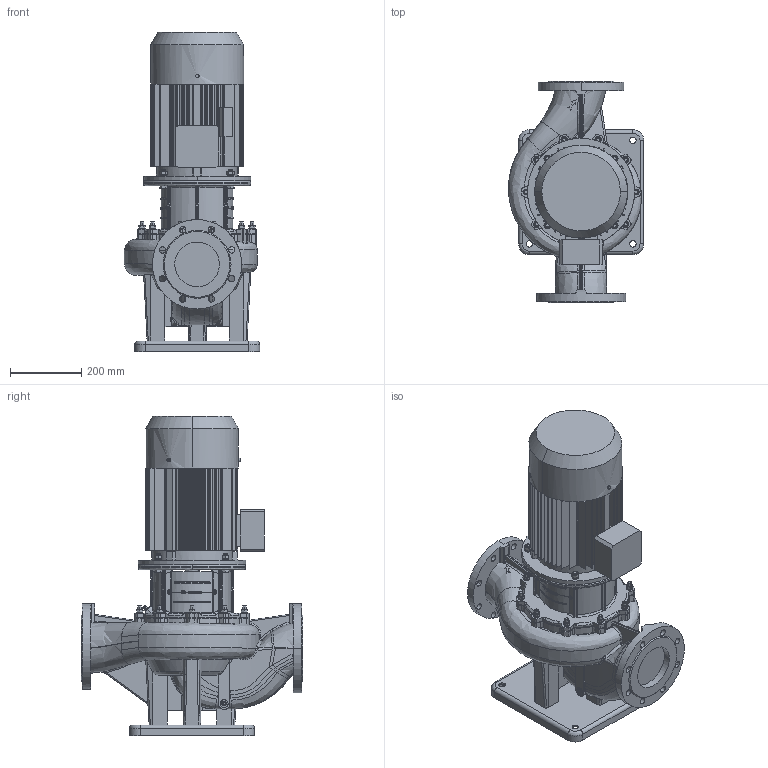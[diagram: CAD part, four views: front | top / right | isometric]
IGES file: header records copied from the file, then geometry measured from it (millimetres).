
Global section: file name: 015P2049 (RV 125-1904); native system: AutoCAD 2021 — Русский (Russian),62HAutod; preprocessor: esk Translation Framework DWG producer (atf_dwg_producer); organization: unknown; date: 20230822.211817; units: millimetre
Bounding box: 378.65 x 620 x 895 mm (x, y, z)
Volume: 41281595.1 mm3; surface area: 2726912.6 mm2
Topology: 70 solids, 70 shells, 3385 faces, 10676 edges, 7730 vertices
Faces by surface type: bspline 3251, revolution 134
